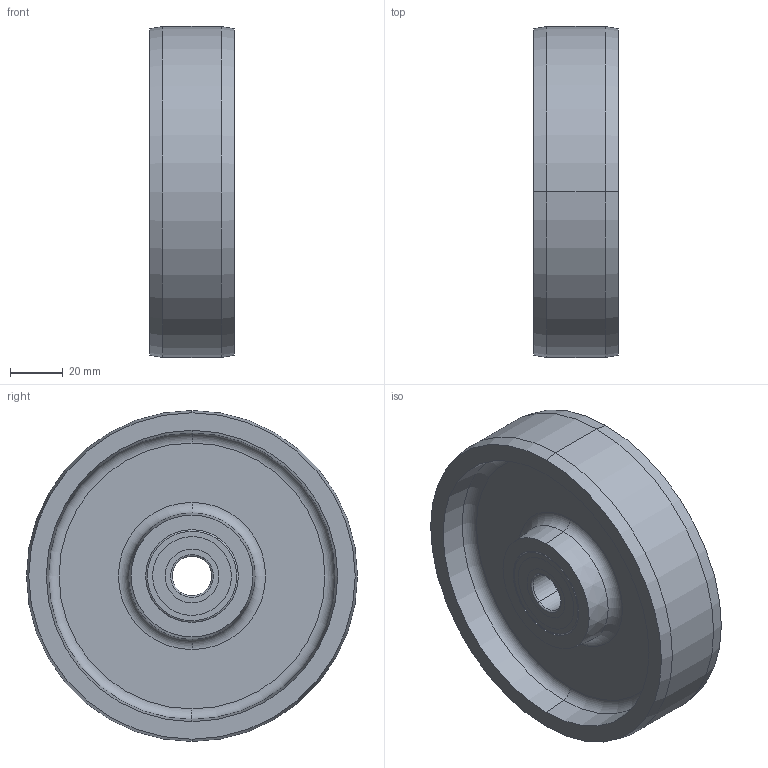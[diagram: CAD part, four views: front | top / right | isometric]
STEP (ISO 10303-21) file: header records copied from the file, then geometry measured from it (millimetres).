
FILE_DESCRIPTION (( 'STEP AP214' ), '1' );
FILE_NAME ('0010075.step', '2022-06-29T11:18:41', ( '' ), ( '' ), 'SwSTEP 2.0', 'SolidWorks 2020', '' );
FILE_SCHEMA (( 'AUTOMOTIVE_DESIGN' ));
Length unit declared in the file: millimetre
Products named in the file (1): 0010075
Bounding box: 32 x 125 x 125 mm (x, y, z)
Volume: 183541.2 mm3; surface area: 64026.7 mm2
Topology: 11 solids, 11 shells, 152 faces, 304 edges, 184 vertices
Faces by surface type: cylinder 64, torus 44, plane 32, cone 12
Entity records: 5848 total; most frequent: DIRECTION 838, CARTESIAN_POINT 641, ORIENTED_EDGE 608, AXIS2_PLACEMENT_3D 381, EDGE_CURVE 304, CIRCLE 228, VERTEX_POINT 184, EDGE_LOOP 184
